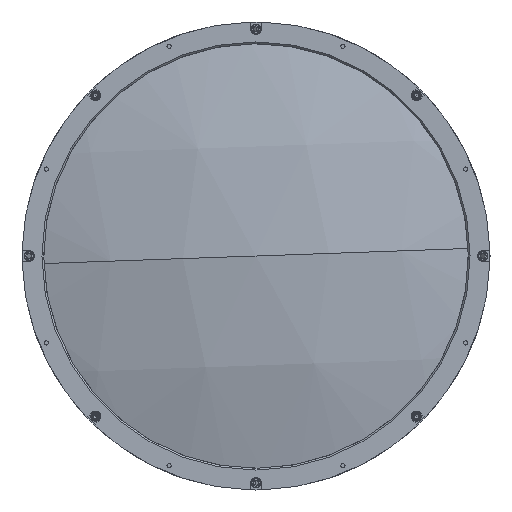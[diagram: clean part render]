
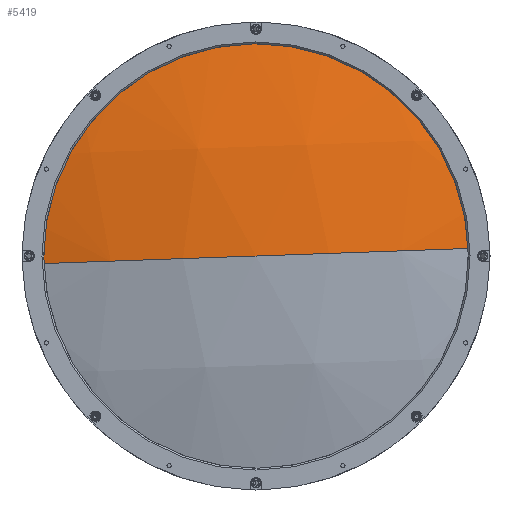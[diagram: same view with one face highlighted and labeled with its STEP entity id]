
A CAD part, left-side view. The second image highlights one B-rep face of the part: STEP entity #5419.
In plain terms, the highlighted spherical face has radius 448.8 mm.
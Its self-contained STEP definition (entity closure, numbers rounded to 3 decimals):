
#113 = ORIENTED_EDGE ( 'NONE', *, *, #1440, .F. ) ;
#891 = CARTESIAN_POINT ( 'NONE',  ( 14.72, -124.922, 4.429 ) ) ;
#1105 = AXIS2_PLACEMENT_3D ( 'NONE', #7157, #16582, #8543 ) ;
#1440 = EDGE_CURVE ( 'NONE', #6397, #10250, #13578, .T. ) ;
#1822 = DIRECTION ( 'NONE',  ( 0., -0.035, -0.999 ) ) ;
#1844 = AXIS2_PLACEMENT_3D ( 'NONE', #9931, #1822, #11290 ) ;
#3829 = CARTESIAN_POINT ( 'NONE',  ( 14.72, 124.922, -4.429 ) ) ;
#4038 = DIRECTION ( 'NONE',  ( 0., 0.035, 0.999 ) ) ;
#4897 = VERTEX_POINT ( 'NONE', #3829 ) ;
#5344 = CARTESIAN_POINT ( 'NONE',  ( 445.761, 0., 0. ) ) ;
#5419 = ADVANCED_FACE ( 'NONE', ( #17275 ), #10532, .T. ) ;
#6081 = DIRECTION ( 'NONE',  ( -1., 0., 0. ) ) ;
#6397 = VERTEX_POINT ( 'NONE', #891 ) ;
#6702 = CIRCLE ( 'NONE', #1105, 448.8 ) ;
#6779 = EDGE_CURVE ( 'NONE', #6397, #4897, #17247, .T. ) ;
#6901 = AXIS2_PLACEMENT_3D ( 'NONE', #14150, #6081, #15531 ) ;
#7010 = EDGE_CURVE ( 'NONE', #4897, #10250, #6702, .T. ) ;
#7114 = ORIENTED_EDGE ( 'NONE', *, *, #7010, .T. ) ;
#7157 = CARTESIAN_POINT ( 'NONE',  ( 445.761, 0., 0. ) ) ;
#8543 = DIRECTION ( 'NONE',  ( 0., -0.999, 0.035 ) ) ;
#9931 = CARTESIAN_POINT ( 'NONE',  ( 445.761, 0., 0. ) ) ;
#10250 = VERTEX_POINT ( 'NONE', #13993 ) ;
#10355 = EDGE_LOOP ( 'NONE', ( #15249, #7114, #113 ) ) ;
#10532 = SPHERICAL_SURFACE ( 'NONE', #13667, 448.8 ) ;
#11290 = DIRECTION ( 'NONE',  ( 0., 0.999, -0.035 ) ) ;
#13485 = DIRECTION ( 'NONE',  ( 0., -0.999, 0.035 ) ) ;
#13578 = CIRCLE ( 'NONE', #1844, 448.8 ) ;
#13667 = AXIS2_PLACEMENT_3D ( 'NONE', #5344, #4038, #13485 ) ;
#13993 = CARTESIAN_POINT ( 'NONE',  ( -3.039, 0., 0. ) ) ;
#14150 = CARTESIAN_POINT ( 'NONE',  ( 14.72, 0., 0. ) ) ;
#15249 = ORIENTED_EDGE ( 'NONE', *, *, #6779, .T. ) ;
#15531 = DIRECTION ( 'NONE',  ( 0., 0.035, 0.999 ) ) ;
#16582 = DIRECTION ( 'NONE',  ( 0., 0.035, 0.999 ) ) ;
#17247 = CIRCLE ( 'NONE', #6901, 125. ) ;
#17275 = FACE_OUTER_BOUND ( 'NONE', #10355, .T. ) ;
